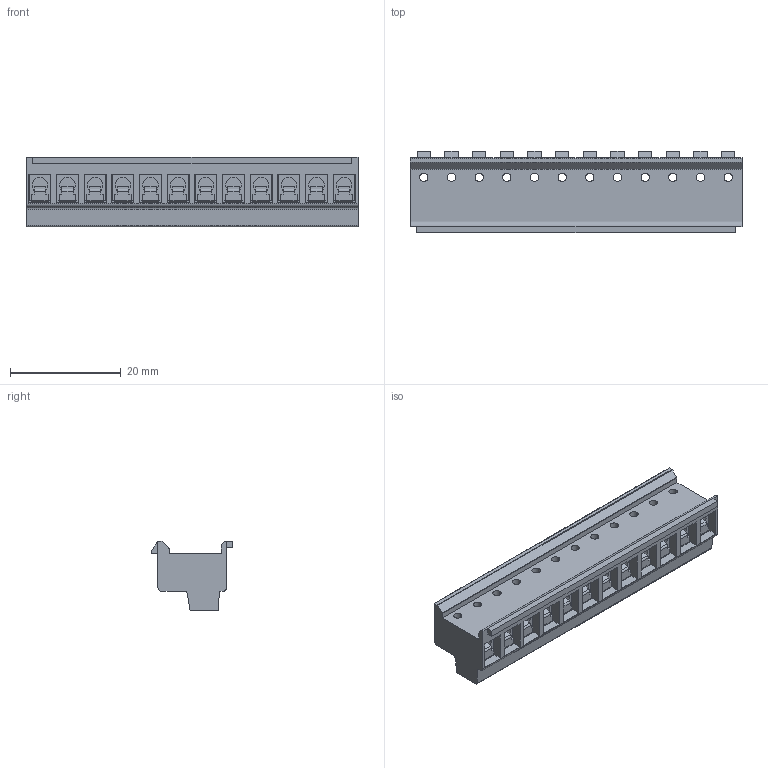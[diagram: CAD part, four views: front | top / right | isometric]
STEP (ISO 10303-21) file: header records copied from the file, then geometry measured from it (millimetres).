
FILE_DESCRIPTION((''),'2;1');
FILE_NAME('TL221T-XXP-XC','2024-12-03T11:54:09',('sheji'),(''),'CREO PARAMETRIC BY PTC INC, 2018100','CREO PARAMETRIC BY PTC INC, 2018100','');
FILE_SCHEMA(('CONFIG_CONTROL_DESIGN'));
Length unit declared in the file: millimetre
Products named in the file (1): TL221T-XXP-XC
Bounding box: 60 x 14.7 x 12.55 mm (x, y, z)
Volume: 5696.1 mm3; surface area: 5315.5 mm2
Topology: 1 solids, 1 shells, 663 faces, 1801 edges, 1176 vertices
Faces by surface type: plane 535, cylinder 128
Entity records: 20805 total; most frequent: CARTESIAN_POINT 3640, ORIENTED_EDGE 3602, DIRECTION 3455, EDGE_CURVE 1801, VECTOR 1473, LINE 1473, VERTEX_POINT 1176, AXIS2_PLACEMENT_3D 991
